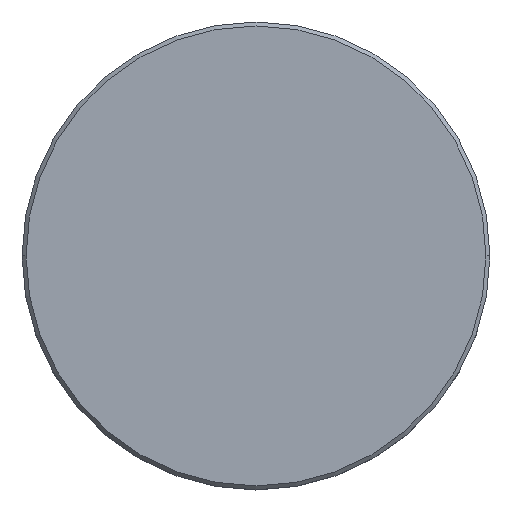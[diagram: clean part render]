
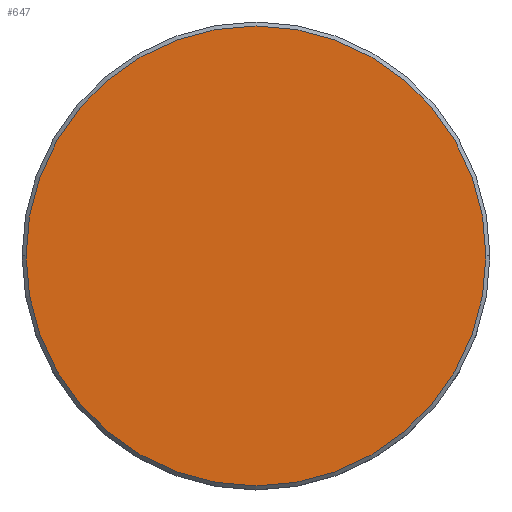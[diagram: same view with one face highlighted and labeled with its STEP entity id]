
A CAD part, top view. The second image highlights one B-rep face of the part: STEP entity #647.
In plain terms, the highlighted planar face has unit normal (0, 0, 1).
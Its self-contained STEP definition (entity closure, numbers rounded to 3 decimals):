
#37 = CARTESIAN_POINT ( 'NONE',  ( 0., 0., 0. ) ) ;
#173 = EDGE_CURVE ( 'NONE', #809, #847, #954, .T. ) ;
#239 = PLANE ( 'NONE',  #534 ) ;
#307 = AXIS2_PLACEMENT_3D ( 'NONE', #635, #706, #458 ) ;
#349 = EDGE_LOOP ( 'NONE', ( #490, #654 ) ) ;
#458 = DIRECTION ( 'NONE',  ( 1., 0., 0. ) ) ;
#490 = ORIENTED_EDGE ( 'NONE', *, *, #1010, .T. ) ;
#534 = AXIS2_PLACEMENT_3D ( 'NONE', #779, #792, #678 ) ;
#542 = CARTESIAN_POINT ( 'NONE',  ( 29., 0., 0. ) ) ;
#562 = CARTESIAN_POINT ( 'NONE',  ( -29., 0., 0. ) ) ;
#593 = DIRECTION ( 'NONE',  ( 0., 0., 1. ) ) ;
#635 = CARTESIAN_POINT ( 'NONE',  ( 0., 0., 0. ) ) ;
#647 = ADVANCED_FACE ( 'NONE', ( #872 ), #239, .T. ) ;
#654 = ORIENTED_EDGE ( 'NONE', *, *, #173, .T. ) ;
#678 = DIRECTION ( 'NONE',  ( 1., 0., 0. ) ) ;
#706 = DIRECTION ( 'NONE',  ( 0., 0., 1. ) ) ;
#748 = AXIS2_PLACEMENT_3D ( 'NONE', #37, #593, #1118 ) ;
#779 = CARTESIAN_POINT ( 'NONE',  ( 0., 0., 0. ) ) ;
#792 = DIRECTION ( 'NONE',  ( 0., 0., 1. ) ) ;
#809 = VERTEX_POINT ( 'NONE', #542 ) ;
#847 = VERTEX_POINT ( 'NONE', #562 ) ;
#848 = CIRCLE ( 'NONE', #307, 29. ) ;
#872 = FACE_OUTER_BOUND ( 'NONE', #349, .T. ) ;
#954 = CIRCLE ( 'NONE', #748, 29. ) ;
#1010 = EDGE_CURVE ( 'NONE', #847, #809, #848, .T. ) ;
#1118 = DIRECTION ( 'NONE',  ( 1., 0., 0. ) ) ;
